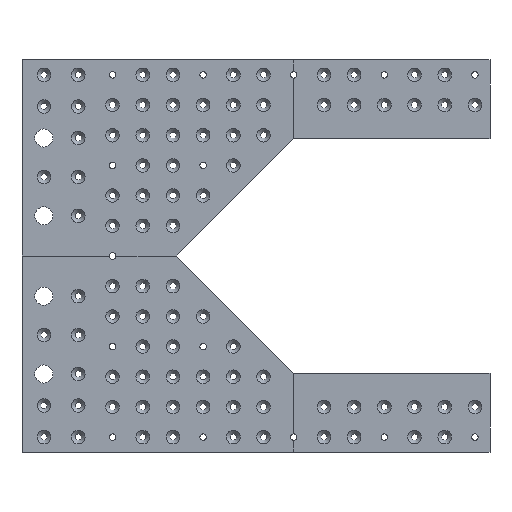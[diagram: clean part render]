
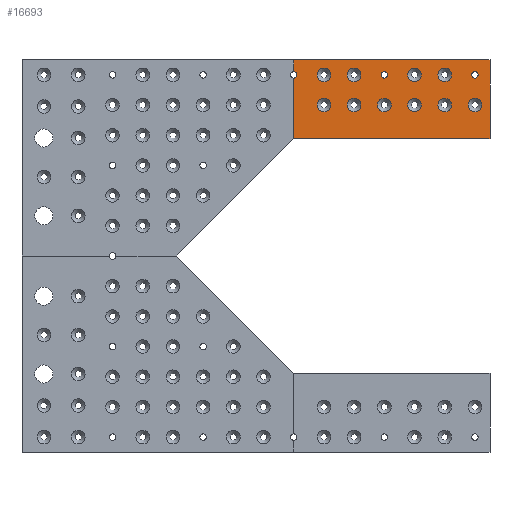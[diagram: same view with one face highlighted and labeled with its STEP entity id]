
A CAD part, front view. The second image highlights one B-rep face of the part: STEP entity #16693.
In plain terms, the highlighted planar face has unit normal (0, -1, 0).
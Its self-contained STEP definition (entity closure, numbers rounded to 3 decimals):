
#1375=FACE_BOUND('',#2538,.T.);
#1376=FACE_BOUND('',#2539,.T.);
#1377=FACE_BOUND('',#2540,.T.);
#1378=FACE_BOUND('',#2541,.T.);
#1379=FACE_BOUND('',#2542,.T.);
#1380=FACE_BOUND('',#2543,.T.);
#1381=FACE_BOUND('',#2544,.T.);
#1382=FACE_BOUND('',#2545,.T.);
#1383=FACE_BOUND('',#2546,.T.);
#1384=FACE_BOUND('',#2547,.T.);
#1385=FACE_BOUND('',#2548,.T.);
#1386=FACE_BOUND('',#2549,.T.);
#1627=FACE_OUTER_BOUND('',#2537,.T.);
#2537=EDGE_LOOP('',(#11223,#11224,#11225,#11226,#11227,#11228));
#2538=EDGE_LOOP('',(#11229));
#2539=EDGE_LOOP('',(#11230));
#2540=EDGE_LOOP('',(#11231));
#2541=EDGE_LOOP('',(#11232));
#2542=EDGE_LOOP('',(#11233));
#2543=EDGE_LOOP('',(#11234));
#2544=EDGE_LOOP('',(#11235));
#2545=EDGE_LOOP('',(#11236));
#2546=EDGE_LOOP('',(#11237));
#2547=EDGE_LOOP('',(#11238));
#2548=EDGE_LOOP('',(#11239));
#2549=EDGE_LOOP('',(#11240));
#3699=CIRCLE('',#17655,2.15);
#3700=CIRCLE('',#17656,4.5);
#3701=CIRCLE('',#17657,4.5);
#3702=CIRCLE('',#17658,4.5);
#3703=CIRCLE('',#17659,4.5);
#3704=CIRCLE('',#17660,4.5);
#3705=CIRCLE('',#17661,4.5);
#3706=CIRCLE('',#17662,4.5);
#3707=CIRCLE('',#17663,4.5);
#3708=CIRCLE('',#17664,4.5);
#3709=CIRCLE('',#17665,4.5);
#3710=CIRCLE('',#17666,2.15);
#3711=CIRCLE('',#17667,2.15);
#4125=LINE('',#21980,#5529);
#4126=LINE('',#21984,#5530);
#4127=LINE('',#21986,#5531);
#4128=LINE('',#21988,#5532);
#4129=LINE('',#21989,#5533);
#5529=VECTOR('',#18631,10.);
#5530=VECTOR('',#18634,10.);
#5531=VECTOR('',#18635,10.);
#5532=VECTOR('',#18636,10.);
#5533=VECTOR('',#18637,10.);
#6933=VERTEX_POINT('',#21978);
#6934=VERTEX_POINT('',#21979);
#6935=VERTEX_POINT('',#21981);
#6936=VERTEX_POINT('',#21983);
#6937=VERTEX_POINT('',#21985);
#6938=VERTEX_POINT('',#21987);
#6939=VERTEX_POINT('',#21990);
#6940=VERTEX_POINT('',#21992);
#6941=VERTEX_POINT('',#21994);
#6942=VERTEX_POINT('',#21996);
#6943=VERTEX_POINT('',#21998);
#6944=VERTEX_POINT('',#22000);
#6945=VERTEX_POINT('',#22002);
#6946=VERTEX_POINT('',#22004);
#6947=VERTEX_POINT('',#22006);
#6948=VERTEX_POINT('',#22008);
#6949=VERTEX_POINT('',#22010);
#6950=VERTEX_POINT('',#22012);
#8649=EDGE_CURVE('',#6933,#6934,#4125,.T.);
#8650=EDGE_CURVE('',#6935,#6933,#3699,.T.);
#8651=EDGE_CURVE('',#6936,#6935,#4126,.T.);
#8652=EDGE_CURVE('',#6936,#6937,#4127,.T.);
#8653=EDGE_CURVE('',#6937,#6938,#4128,.T.);
#8654=EDGE_CURVE('',#6934,#6938,#4129,.T.);
#8655=EDGE_CURVE('',#6939,#6939,#3700,.T.);
#8656=EDGE_CURVE('',#6940,#6940,#3701,.T.);
#8657=EDGE_CURVE('',#6941,#6941,#3702,.T.);
#8658=EDGE_CURVE('',#6942,#6942,#3703,.T.);
#8659=EDGE_CURVE('',#6943,#6943,#3704,.T.);
#8660=EDGE_CURVE('',#6944,#6944,#3705,.T.);
#8661=EDGE_CURVE('',#6945,#6945,#3706,.T.);
#8662=EDGE_CURVE('',#6946,#6946,#3707,.T.);
#8663=EDGE_CURVE('',#6947,#6947,#3708,.T.);
#8664=EDGE_CURVE('',#6948,#6948,#3709,.T.);
#8665=EDGE_CURVE('',#6949,#6949,#3710,.T.);
#8666=EDGE_CURVE('',#6950,#6950,#3711,.T.);
#11223=ORIENTED_EDGE('',*,*,#8649,.F.);
#11224=ORIENTED_EDGE('',*,*,#8650,.F.);
#11225=ORIENTED_EDGE('',*,*,#8651,.F.);
#11226=ORIENTED_EDGE('',*,*,#8652,.T.);
#11227=ORIENTED_EDGE('',*,*,#8653,.T.);
#11228=ORIENTED_EDGE('',*,*,#8654,.F.);
#11229=ORIENTED_EDGE('',*,*,#8655,.T.);
#11230=ORIENTED_EDGE('',*,*,#8656,.T.);
#11231=ORIENTED_EDGE('',*,*,#8657,.T.);
#11232=ORIENTED_EDGE('',*,*,#8658,.T.);
#11233=ORIENTED_EDGE('',*,*,#8659,.T.);
#11234=ORIENTED_EDGE('',*,*,#8660,.T.);
#11235=ORIENTED_EDGE('',*,*,#8661,.T.);
#11236=ORIENTED_EDGE('',*,*,#8662,.T.);
#11237=ORIENTED_EDGE('',*,*,#8663,.T.);
#11238=ORIENTED_EDGE('',*,*,#8664,.T.);
#11239=ORIENTED_EDGE('',*,*,#8665,.F.);
#11240=ORIENTED_EDGE('',*,*,#8666,.F.);
#16371=PLANE('',#17654);
#16693=ADVANCED_FACE('',(#1627,#1375,#1376,#1377,#1378,#1379,#1380,#1381,
#1382,#1383,#1384,#1385,#1386),#16371,.F.);
#17654=AXIS2_PLACEMENT_3D('',#21977,#18629,#18630);
#17655=AXIS2_PLACEMENT_3D('',#21982,#18632,#18633);
#17656=AXIS2_PLACEMENT_3D('',#21991,#18638,#18639);
#17657=AXIS2_PLACEMENT_3D('',#21993,#18640,#18641);
#17658=AXIS2_PLACEMENT_3D('',#21995,#18642,#18643);
#17659=AXIS2_PLACEMENT_3D('',#21997,#18644,#18645);
#17660=AXIS2_PLACEMENT_3D('',#21999,#18646,#18647);
#17661=AXIS2_PLACEMENT_3D('',#22001,#18648,#18649);
#17662=AXIS2_PLACEMENT_3D('',#22003,#18650,#18651);
#17663=AXIS2_PLACEMENT_3D('',#22005,#18652,#18653);
#17664=AXIS2_PLACEMENT_3D('',#22007,#18654,#18655);
#17665=AXIS2_PLACEMENT_3D('',#22009,#18656,#18657);
#17666=AXIS2_PLACEMENT_3D('',#22011,#18658,#18659);
#17667=AXIS2_PLACEMENT_3D('',#22013,#18660,#18661);
#18629=DIRECTION('center_axis',(0.,1.,0.));
#18630=DIRECTION('ref_axis',(-1.,0.,0.));
#18631=DIRECTION('',(0.,0.,1.));
#18632=DIRECTION('center_axis',(0.,-1.,0.));
#18633=DIRECTION('ref_axis',(-1.,0.,0.));
#18634=DIRECTION('',(0.,0.,1.));
#18635=DIRECTION('',(1.,0.,0.));
#18636=DIRECTION('',(0.,0.,1.));
#18637=DIRECTION('',(1.,0.,0.));
#18638=DIRECTION('center_axis',(0.,1.,0.));
#18639=DIRECTION('ref_axis',(0.,0.,-1.));
#18640=DIRECTION('center_axis',(0.,1.,0.));
#18641=DIRECTION('ref_axis',(0.,0.,-1.));
#18642=DIRECTION('center_axis',(0.,1.,0.));
#18643=DIRECTION('ref_axis',(0.,0.,-1.));
#18644=DIRECTION('center_axis',(0.,1.,0.));
#18645=DIRECTION('ref_axis',(0.,0.,-1.));
#18646=DIRECTION('center_axis',(0.,1.,0.));
#18647=DIRECTION('ref_axis',(0.,0.,-1.));
#18648=DIRECTION('center_axis',(0.,1.,0.));
#18649=DIRECTION('ref_axis',(0.,0.,-1.));
#18650=DIRECTION('center_axis',(0.,1.,0.));
#18651=DIRECTION('ref_axis',(0.,0.,-1.));
#18652=DIRECTION('center_axis',(0.,1.,0.));
#18653=DIRECTION('ref_axis',(0.,0.,-1.));
#18654=DIRECTION('center_axis',(0.,1.,0.));
#18655=DIRECTION('ref_axis',(0.,0.,-1.));
#18656=DIRECTION('center_axis',(0.,1.,0.));
#18657=DIRECTION('ref_axis',(0.,0.,-1.));
#18658=DIRECTION('center_axis',(0.,-1.,0.));
#18659=DIRECTION('ref_axis',(-1.,0.,0.));
#18660=DIRECTION('center_axis',(0.,-1.,0.));
#18661=DIRECTION('ref_axis',(-1.,0.,0.));
#21977=CARTESIAN_POINT('Origin',(-25.,392.,0.));
#21978=CARTESIAN_POINT('',(0.,392.,122.15));
#21979=CARTESIAN_POINT('',(0.,392.,130.));
#21980=CARTESIAN_POINT('',(0.,392.,38.891));
#21981=CARTESIAN_POINT('',(0.,392.,117.85));
#21982=CARTESIAN_POINT('Origin',(0.,392.,120.));
#21983=CARTESIAN_POINT('',(0.,392.,77.782));
#21984=CARTESIAN_POINT('',(0.,392.,38.891));
#21985=CARTESIAN_POINT('',(130.,392.,77.782));
#21986=CARTESIAN_POINT('',(0.,392.,77.782));
#21987=CARTESIAN_POINT('',(130.,392.,130.));
#21988=CARTESIAN_POINT('',(130.,392.,-24.142));
#21989=CARTESIAN_POINT('',(-180.,392.,130.));
#21990=CARTESIAN_POINT('',(100.,392.,104.5));
#21991=CARTESIAN_POINT('Origin',(100.,392.,100.));
#21992=CARTESIAN_POINT('',(80.,392.,124.5));
#21993=CARTESIAN_POINT('Origin',(80.,392.,120.));
#21994=CARTESIAN_POINT('',(60.,392.,104.5));
#21995=CARTESIAN_POINT('Origin',(60.,392.,100.));
#21996=CARTESIAN_POINT('',(40.,392.,124.5));
#21997=CARTESIAN_POINT('Origin',(40.,392.,120.));
#21998=CARTESIAN_POINT('',(20.,392.,104.5));
#21999=CARTESIAN_POINT('Origin',(20.,392.,100.));
#22000=CARTESIAN_POINT('',(40.,392.,104.5));
#22001=CARTESIAN_POINT('Origin',(40.,392.,100.));
#22002=CARTESIAN_POINT('',(20.,392.,124.5));
#22003=CARTESIAN_POINT('Origin',(20.,392.,120.));
#22004=CARTESIAN_POINT('',(80.,392.,104.5));
#22005=CARTESIAN_POINT('Origin',(80.,392.,100.));
#22006=CARTESIAN_POINT('',(100.,392.,124.5));
#22007=CARTESIAN_POINT('Origin',(100.,392.,120.));
#22008=CARTESIAN_POINT('',(120.,392.,104.5));
#22009=CARTESIAN_POINT('Origin',(120.,392.,100.));
#22010=CARTESIAN_POINT('',(62.15,392.,120.));
#22011=CARTESIAN_POINT('Origin',(60.,392.,120.));
#22012=CARTESIAN_POINT('',(122.15,392.,120.));
#22013=CARTESIAN_POINT('Origin',(120.,392.,120.));
